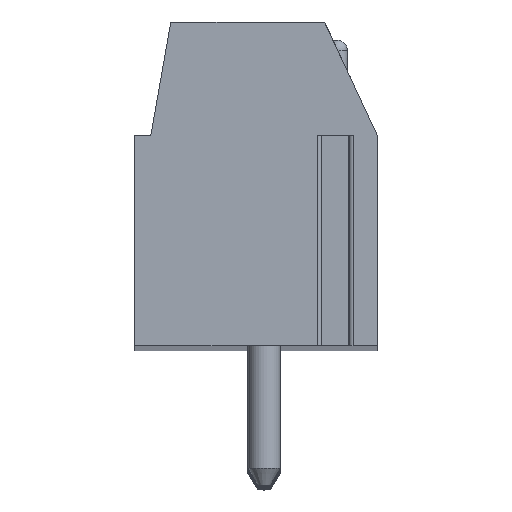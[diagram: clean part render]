
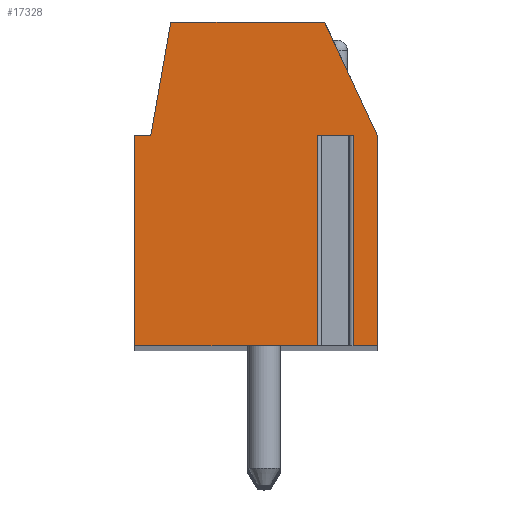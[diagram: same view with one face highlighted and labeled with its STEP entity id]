
A CAD part, top view. The second image highlights one B-rep face of the part: STEP entity #17328.
In plain terms, the highlighted planar face has unit normal (0, 0, 1).
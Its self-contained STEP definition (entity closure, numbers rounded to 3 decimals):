
#13=DIRECTION('',(-1.,0.,0.));
#14=VECTOR('',#13,1.097);
#15=CARTESIAN_POINT('',(2.998,1.5,88.9));
#16=LINE('',#15,#14);
#17=DIRECTION('',(0.,-1.,0.));
#18=VECTOR('',#17,6.5);
#19=CARTESIAN_POINT('',(1.902,1.5,88.9));
#20=LINE('',#19,#18);
#21=DIRECTION('',(1.,0.,0.));
#22=VECTOR('',#21,5.652);
#23=CARTESIAN_POINT('',(-3.75,-5.,88.9));
#24=LINE('',#23,#22);
#25=DIRECTION('',(0.,-1.,0.));
#26=VECTOR('',#25,6.5);
#27=CARTESIAN_POINT('',(-3.75,1.5,88.9));
#28=LINE('',#27,#26);
#29=DIRECTION('',(-1.,0.,0.));
#30=VECTOR('',#29,0.5);
#31=CARTESIAN_POINT('',(-3.25,1.5,88.9));
#32=LINE('',#31,#30);
#33=DIRECTION('',(-0.174,-0.985,0.));
#34=VECTOR('',#33,3.554);
#35=CARTESIAN_POINT('',(-2.633,5.,88.9));
#36=LINE('',#35,#34);
#37=DIRECTION('',(-1.,0.,0.));
#38=VECTOR('',#37,4.751);
#39=CARTESIAN_POINT('',(2.118,5.,88.9));
#40=LINE('',#39,#38);
#41=DIRECTION('',(-0.423,0.906,0.));
#42=VECTOR('',#41,3.862);
#43=CARTESIAN_POINT('',(3.75,1.5,88.9));
#44=LINE('',#43,#42);
#45=DIRECTION('',(0.,1.,0.));
#46=VECTOR('',#45,6.5);
#47=CARTESIAN_POINT('',(3.75,-5.,88.9));
#48=LINE('',#47,#46);
#49=DIRECTION('',(1.,0.,0.));
#50=VECTOR('',#49,0.752);
#51=CARTESIAN_POINT('',(2.998,-5.,88.9));
#52=LINE('',#51,#50);
#53=DIRECTION('',(0.,-1.,0.));
#54=VECTOR('',#53,6.5);
#55=CARTESIAN_POINT('',(2.998,1.5,88.9));
#56=LINE('',#55,#54);
#13747=CARTESIAN_POINT('',(-2.633,5.,88.9));
#13748=CARTESIAN_POINT('',(-3.25,1.5,88.9));
#13749=VERTEX_POINT('',#13747);
#13750=VERTEX_POINT('',#13748);
#13751=CARTESIAN_POINT('',(-3.75,1.5,88.9));
#13752=VERTEX_POINT('',#13751);
#13753=CARTESIAN_POINT('',(-3.75,-5.,88.9));
#13754=VERTEX_POINT('',#13753);
#13755=CARTESIAN_POINT('',(3.75,-5.,88.9));
#13756=CARTESIAN_POINT('',(3.75,1.5,88.9));
#13757=VERTEX_POINT('',#13755);
#13758=VERTEX_POINT('',#13756);
#13759=CARTESIAN_POINT('',(2.118,5.,88.9));
#13760=VERTEX_POINT('',#13759);
#13819=CARTESIAN_POINT('',(2.998,1.5,88.9));
#13820=CARTESIAN_POINT('',(1.902,1.5,88.9));
#13821=VERTEX_POINT('',#13819);
#13822=VERTEX_POINT('',#13820);
#13823=CARTESIAN_POINT('',(1.902,-5.,88.9));
#13824=VERTEX_POINT('',#13823);
#13825=CARTESIAN_POINT('',(2.998,-5.,88.9));
#13826=VERTEX_POINT('',#13825);
#17299=CARTESIAN_POINT('',(0.,0.,88.9));
#17300=DIRECTION('',(0.,0.,1.));
#17301=DIRECTION('',(1.,0.,0.));
#17302=AXIS2_PLACEMENT_3D('',#17299,#17300,#17301);
#17303=PLANE('',#17302);
#17305=ORIENTED_EDGE('',*,*,#17304,.T.);
#17307=ORIENTED_EDGE('',*,*,#17306,.T.);
#17309=ORIENTED_EDGE('',*,*,#17308,.F.);
#17311=ORIENTED_EDGE('',*,*,#17310,.F.);
#17313=ORIENTED_EDGE('',*,*,#17312,.F.);
#17315=ORIENTED_EDGE('',*,*,#17314,.F.);
#17317=ORIENTED_EDGE('',*,*,#17316,.F.);
#17319=ORIENTED_EDGE('',*,*,#17318,.F.);
#17321=ORIENTED_EDGE('',*,*,#17320,.F.);
#17323=ORIENTED_EDGE('',*,*,#17322,.F.);
#17325=ORIENTED_EDGE('',*,*,#17324,.F.);
#17326=EDGE_LOOP('',(#17305,#17307,#17309,#17311,#17313,#17315,#17317,#17319,
#17321,#17323,#17325));
#17327=FACE_OUTER_BOUND('',#17326,.F.);
#17304=EDGE_CURVE('',#13821,#13822,#16,.T.);
#17306=EDGE_CURVE('',#13822,#13824,#20,.T.);
#17308=EDGE_CURVE('',#13754,#13824,#24,.T.);
#17310=EDGE_CURVE('',#13752,#13754,#28,.T.);
#17312=EDGE_CURVE('',#13750,#13752,#32,.T.);
#17314=EDGE_CURVE('',#13749,#13750,#36,.T.);
#17316=EDGE_CURVE('',#13760,#13749,#40,.T.);
#17318=EDGE_CURVE('',#13758,#13760,#44,.T.);
#17320=EDGE_CURVE('',#13757,#13758,#48,.T.);
#17322=EDGE_CURVE('',#13826,#13757,#52,.T.);
#17324=EDGE_CURVE('',#13821,#13826,#56,.T.);
#17328=ADVANCED_FACE('',(#17327),#17303,.T.);
